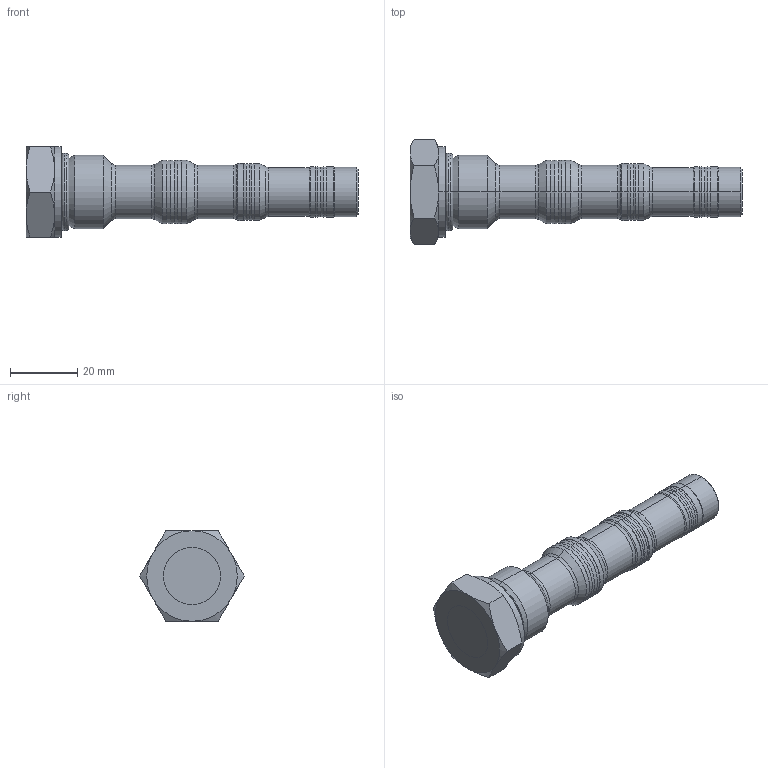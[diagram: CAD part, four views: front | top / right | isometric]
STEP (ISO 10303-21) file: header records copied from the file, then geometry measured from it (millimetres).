
FILE_DESCRIPTION (( 'STEP AP214' ), '1' );
FILE_NAME ('602.022_Kunde.STEP', '2017-03-15T09:26:05', ( 'User' ), ( '' ), 'SwSTEP 2.0', 'SolidWorks 2016', '' );
FILE_SCHEMA (( 'AUTOMOTIVE_DESIGN' ));
Length unit declared in the file: millimetre
Products named in the file (1): 602.022_Kunde
Bounding box: 99 x 31.18 x 27 mm (x, y, z)
Volume: 26877.8 mm3; surface area: 7152.8 mm2
Topology: 1 solids, 1 shells, 124 faces, 250 edges, 136 vertices
Faces by surface type: cone 56, torus 26, cylinder 26, plane 16
Entity records: 3736 total; most frequent: CARTESIAN_POINT 655, DIRECTION 626, ORIENTED_EDGE 500, AXIS2_PLACEMENT_3D 275, EDGE_CURVE 250, CIRCLE 150, VERTEX_POINT 136, EDGE_LOOP 132
